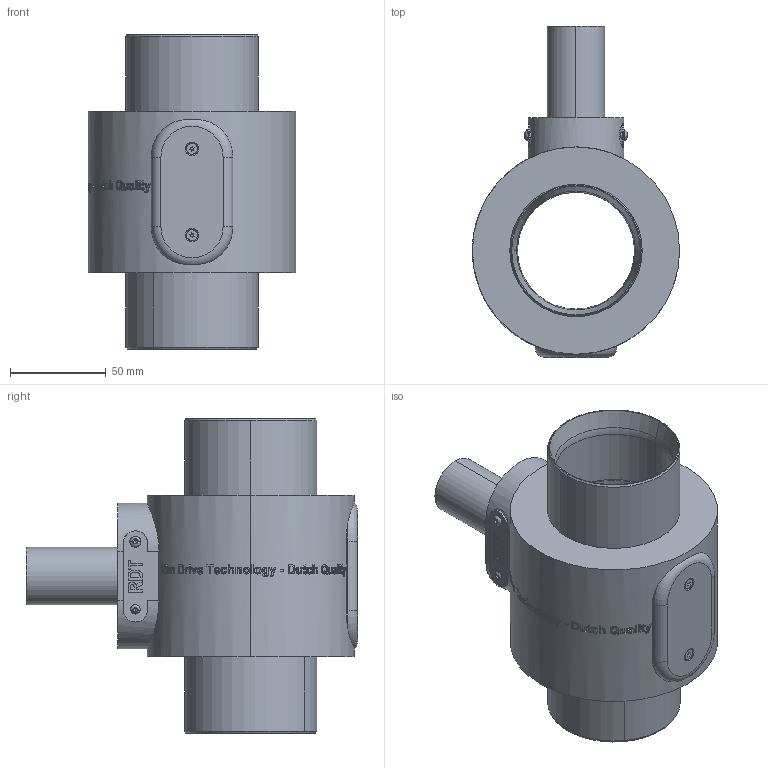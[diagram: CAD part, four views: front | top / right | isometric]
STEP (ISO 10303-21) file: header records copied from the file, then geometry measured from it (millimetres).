
FILE_DESCRIPTION (( 'STEP AP214' ), '1' );
FILE_NAME ('P-065-030-rev-B-BT.STEP', '2021-05-31T11:20:50', ( '' ), ( '' ), 'SwSTEP 2.0', 'SolidWorks 2021', '' );
FILE_SCHEMA (( 'AUTOMOTIVE_DESIGN' ));
Length unit declared in the file: millimetre
Products named in the file (1): P-065-030-rev-B-BT
Bounding box: 108 x 172.51 x 164 mm (x, y, z)
Volume: 626791.9 mm3; surface area: 104538.7 mm2
Topology: 1 solids, 14 shells, 1023 faces, 2554 edges, 1628 vertices
Faces by surface type: bspline 407, plane 304, cylinder 191, cone 71, torus 41, sphere 9
Entity records: 72721 total; most frequent: CARTESIAN_POINT 45524, ORIENTED_EDGE 5052, DIRECTION 2818, EDGE_CURVE 2526, VERTEX_POINT 1628, B_SPLINE_CURVE_WITH_KNOTS 1394, EDGE_LOOP 1148, AXIS2_PLACEMENT_3D 1083
